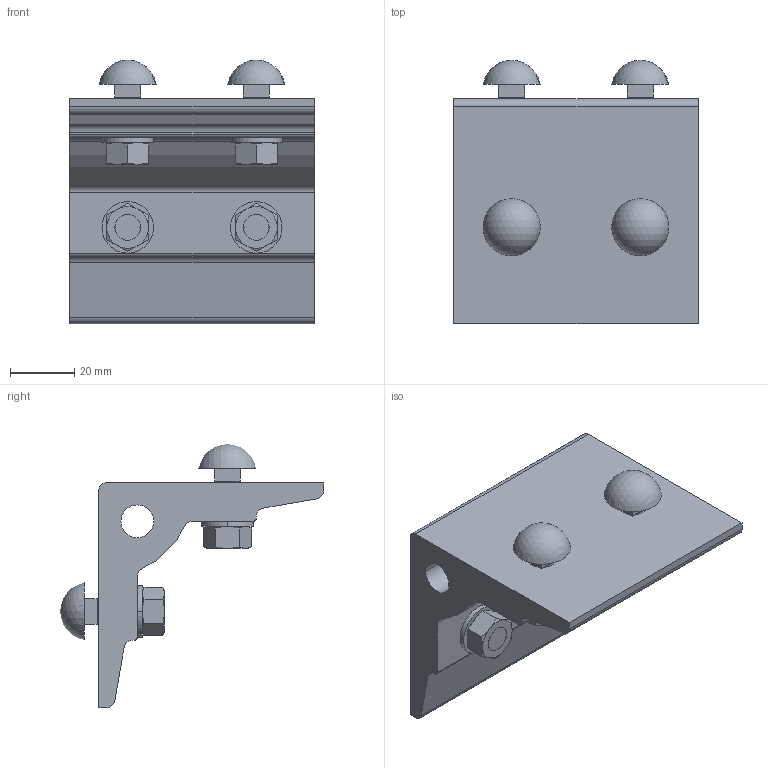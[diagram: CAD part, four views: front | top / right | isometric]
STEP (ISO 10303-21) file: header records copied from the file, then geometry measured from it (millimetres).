
FILE_DESCRIPTION((''),'2;1');
FILE_NAME('SZ0941N.stp','2009-07-27T13:53:40',(''),(''),'Mechanical Desktop 2007','Mechanical Desktop 2007',', , ');
FILE_SCHEMA(('CONFIG_CONTROL_DESIGN'));
Length unit declared in the file: millimetre
Products named in the file (2): SZ0941NA; SZ0941N
Assembly tree (1 placements, depth 2):
  SZ0941NA
    SZ0941N
Bounding box: 76 x 82 x 82 mm (x, y, z)
Volume: 115182.2 mm3; surface area: 35490.2 mm2
Topology: 13 solids, 13 shells, 182 faces, 422 edges, 272 vertices
Faces by surface type: plane 94, cylinder 52, cone 32, sphere 4
Entity records: 5243 total; most frequent: CARTESIAN_POINT 1006, DIRECTION 882, ORIENTED_EDGE 844, EDGE_CURVE 422, AXIS2_PLACEMENT_3D 340, VERTEX_POINT 272, EDGE_LOOP 210, VECTOR 202
